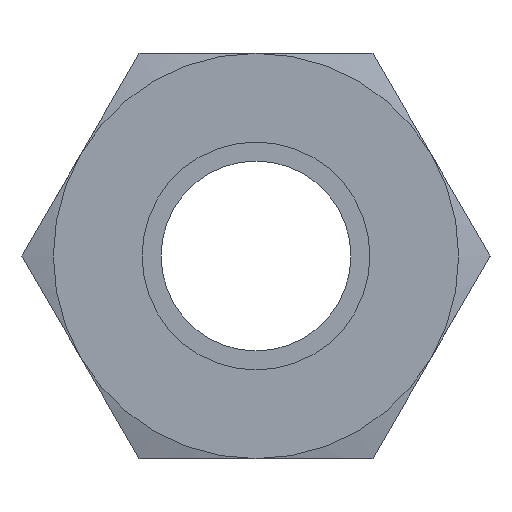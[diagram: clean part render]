
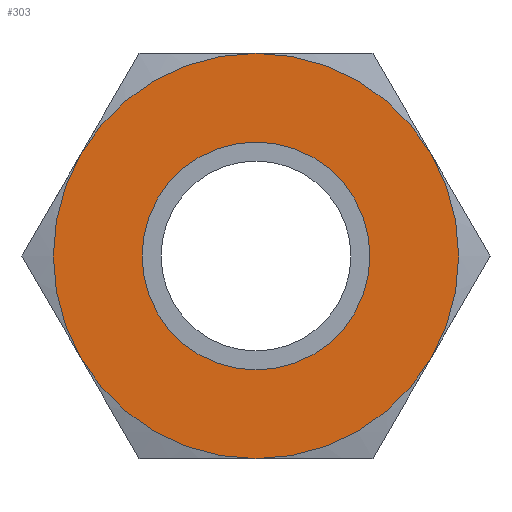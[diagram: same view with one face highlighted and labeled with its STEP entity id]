
A CAD part, left-side view. The second image highlights one B-rep face of the part: STEP entity #303.
In plain terms, the highlighted face is planar.
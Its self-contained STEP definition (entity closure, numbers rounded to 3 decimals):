
#303 = ADVANCED_FACE( '', ( #626, #627 ), #628, .F. );
#626 = FACE_BOUND( '', #974, .T. );
#627 = FACE_OUTER_BOUND( '', #975, .T. );
#628 = PLANE( '', #976 );
#974 = EDGE_LOOP( '', ( #1631 ) );
#975 = EDGE_LOOP( '', ( #1632, #1633, #1634, #1635, #1636, #1637 ) );
#976 = AXIS2_PLACEMENT_3D( '', #1638, #1639, #1640 );
#1631 = ORIENTED_EDGE( '', *, *, #2150, .F. );
#1632 = ORIENTED_EDGE( '', *, *, #2195, .T. );
#1633 = ORIENTED_EDGE( '', *, *, #2196, .T. );
#1634 = ORIENTED_EDGE( '', *, *, #1993, .T. );
#1635 = ORIENTED_EDGE( '', *, *, #2197, .T. );
#1636 = ORIENTED_EDGE( '', *, *, #2086, .T. );
#1637 = ORIENTED_EDGE( '', *, *, #2068, .T. );
#1638 = CARTESIAN_POINT( '', ( 18., 16., 0. ) );
#1639 = DIRECTION( '', ( -1., 0., 0. ) );
#1640 = DIRECTION( '', ( 0., 0., 1. ) );
#1993 = EDGE_CURVE( '', #2346, #2347, #2348, .T. );
#2068 = EDGE_CURVE( '', #2465, #2468, #2470, .T. );
#2086 = EDGE_CURVE( '', #2493, #2465, #2497, .T. );
#2150 = EDGE_CURVE( '', #2588, #2588, #2589, .F. );
#2195 = EDGE_CURVE( '', #2468, #2374, #2645, .T. );
#2196 = EDGE_CURVE( '', #2374, #2346, #2646, .T. );
#2197 = EDGE_CURVE( '', #2347, #2493, #2647, .T. );
#2346 = VERTEX_POINT( '', #2850 );
#2347 = VERTEX_POINT( '', #2851 );
#2348 = CIRCLE( '', #2852, 16. );
#2374 = VERTEX_POINT( '', #2895 );
#2465 = VERTEX_POINT( '', #3070 );
#2468 = VERTEX_POINT( '', #3078 );
#2470 = CIRCLE( '', #3085, 16. );
#2493 = VERTEX_POINT( '', #3126 );
#2497 = CIRCLE( '', #3140, 16. );
#2588 = VERTEX_POINT( '', #3276 );
#2589 = CIRCLE( '', #3277, 9. );
#2645 = CIRCLE( '', #3393, 16. );
#2646 = CIRCLE( '', #3394, 16. );
#2647 = CIRCLE( '', #3395, 16. );
#2850 = CARTESIAN_POINT( '', ( 18., 13.856, 8. ) );
#2851 = CARTESIAN_POINT( '', ( 18., 0., 16. ) );
#2852 = AXIS2_PLACEMENT_3D( '', #3607, #3608, #3609 );
#2895 = CARTESIAN_POINT( '', ( 18., 13.856, -8. ) );
#3070 = CARTESIAN_POINT( '', ( 18., -13.856, -8. ) );
#3078 = CARTESIAN_POINT( '', ( 18., 0., -16. ) );
#3085 = AXIS2_PLACEMENT_3D( '', #3692, #3693, #3694 );
#3126 = CARTESIAN_POINT( '', ( 18., -13.856, 8. ) );
#3140 = AXIS2_PLACEMENT_3D( '', #3703, #3704, #3705 );
#3276 = CARTESIAN_POINT( '', ( 18., 0., 9. ) );
#3277 = AXIS2_PLACEMENT_3D( '', #3788, #3789, #3790 );
#3393 = AXIS2_PLACEMENT_3D( '', #3812, #3813, #3814 );
#3394 = AXIS2_PLACEMENT_3D( '', #3815, #3816, #3817 );
#3395 = AXIS2_PLACEMENT_3D( '', #3818, #3819, #3820 );
#3607 = CARTESIAN_POINT( '', ( 18., 0., 0. ) );
#3608 = DIRECTION( '', ( 1., 0., 0. ) );
#3609 = DIRECTION( '', ( 0., 0., -1. ) );
#3692 = CARTESIAN_POINT( '', ( 18., 0., 0. ) );
#3693 = DIRECTION( '', ( 1., 0., 0. ) );
#3694 = DIRECTION( '', ( 0., 0., -1. ) );
#3703 = CARTESIAN_POINT( '', ( 18., 0., 0. ) );
#3704 = DIRECTION( '', ( 1., 0., 0. ) );
#3705 = DIRECTION( '', ( 0., 0., -1. ) );
#3788 = CARTESIAN_POINT( '', ( 18., 0., 0. ) );
#3789 = DIRECTION( '', ( -1., 0., 0. ) );
#3790 = DIRECTION( '', ( 0., 0., 1. ) );
#3812 = CARTESIAN_POINT( '', ( 18., 0., 0. ) );
#3813 = DIRECTION( '', ( 1., 0., 0. ) );
#3814 = DIRECTION( '', ( 0., 0., -1. ) );
#3815 = CARTESIAN_POINT( '', ( 18., 0., 0. ) );
#3816 = DIRECTION( '', ( 1., 0., 0. ) );
#3817 = DIRECTION( '', ( 0., 0., -1. ) );
#3818 = CARTESIAN_POINT( '', ( 18., 0., 0. ) );
#3819 = DIRECTION( '', ( 1., 0., 0. ) );
#3820 = DIRECTION( '', ( 0., 0., -1. ) );
